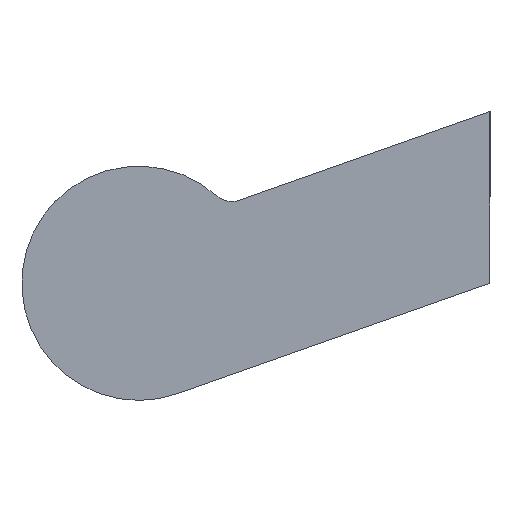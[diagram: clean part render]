
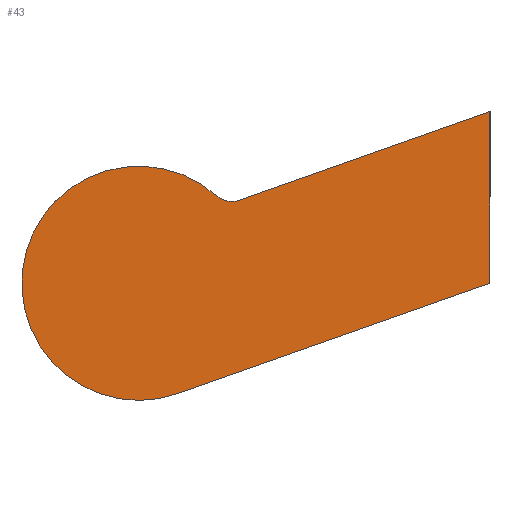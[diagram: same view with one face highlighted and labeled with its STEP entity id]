
A CAD part, left-side view. The second image highlights one B-rep face of the part: STEP entity #43.
In plain terms, the highlighted planar face has unit normal (-1, 0, 0).
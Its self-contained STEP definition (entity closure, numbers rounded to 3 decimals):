
#43 = ADVANCED_FACE( '', ( #98 ), #99, .F. );
#98 = FACE_OUTER_BOUND( '', #171, .T. );
#99 = PLANE( '', #172 );
#171 = EDGE_LOOP( '', ( #238, #239, #240, #241, #242 ) );
#172 = AXIS2_PLACEMENT_3D( '', #243, #244, #245 );
#238 = ORIENTED_EDGE( '', *, *, #388, .F. );
#239 = ORIENTED_EDGE( '', *, *, #389, .T. );
#240 = ORIENTED_EDGE( '', *, *, #390, .F. );
#241 = ORIENTED_EDGE( '', *, *, #391, .F. );
#242 = ORIENTED_EDGE( '', *, *, #392, .F. );
#243 = CARTESIAN_POINT( '', ( -157.5, 45., 0. ) );
#244 = DIRECTION( '', ( 1., 0., 0. ) );
#245 = DIRECTION( '', ( 0., 0., -1. ) );
#388 = EDGE_CURVE( '', #445, #446, #447, .T. );
#389 = EDGE_CURVE( '', #445, #448, #449, .T. );
#390 = EDGE_CURVE( '', #450, #448, #451, .T. );
#391 = EDGE_CURVE( '', #452, #450, #453, .T. );
#392 = EDGE_CURVE( '', #446, #452, #454, .T. );
#445 = VERTEX_POINT( '', #526 );
#446 = VERTEX_POINT( '', #527 );
#447 = LINE( '', #528, #529 );
#448 = VERTEX_POINT( '', #530 );
#449 = CIRCLE( '', #531, 3. );
#450 = VERTEX_POINT( '', #532 );
#451 = CIRCLE( '', #533, 15. );
#452 = VERTEX_POINT( '', #534 );
#453 = LINE( '', #535, #536 );
#454 = LINE( '', #537, #538 );
#526 = CARTESIAN_POINT( '', ( -157.5, 32.079, 10.658 ) );
#527 = CARTESIAN_POINT( '', ( -157.5, 0., 22. ) );
#528 = CARTESIAN_POINT( '', ( -157.5, 32.079, 10.658 ) );
#529 = VECTOR( '', #628, 1000. );
#530 = CARTESIAN_POINT( '', ( -157.5, 35.066, 11.239 ) );
#531 = AXIS2_PLACEMENT_3D( '', #629, #630, #631 );
#532 = CARTESIAN_POINT( '', ( -157.5, 40., -14.142 ) );
#533 = AXIS2_PLACEMENT_3D( '', #632, #633, #634 );
#534 = CARTESIAN_POINT( '', ( -157.5, 0., 0. ) );
#535 = CARTESIAN_POINT( '', ( -157.5, 0., 0. ) );
#536 = VECTOR( '', #635, 1000. );
#537 = CARTESIAN_POINT( '', ( -157.5, 0., 22. ) );
#538 = VECTOR( '', #636, 1000. );
#628 = DIRECTION( '', ( 0., -0.943, 0.333 ) );
#629 = CARTESIAN_POINT( '', ( -157.5, 33.079, 13.487 ) );
#630 = DIRECTION( '', ( 1., 0., 0. ) );
#631 = DIRECTION( '', ( 0., 0., -1. ) );
#632 = CARTESIAN_POINT( '', ( -157.5, 45., 0. ) );
#633 = DIRECTION( '', ( 1., 0., 0. ) );
#634 = DIRECTION( '', ( 0., 0., -1. ) );
#635 = DIRECTION( '', ( 0., 0.943, -0.333 ) );
#636 = DIRECTION( '', ( 0., 0., -1. ) );
